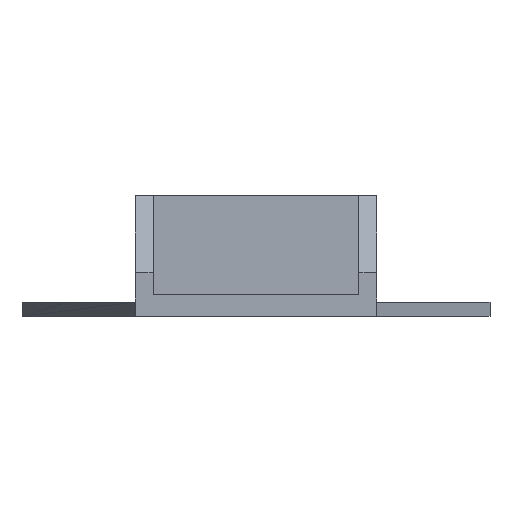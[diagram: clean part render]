
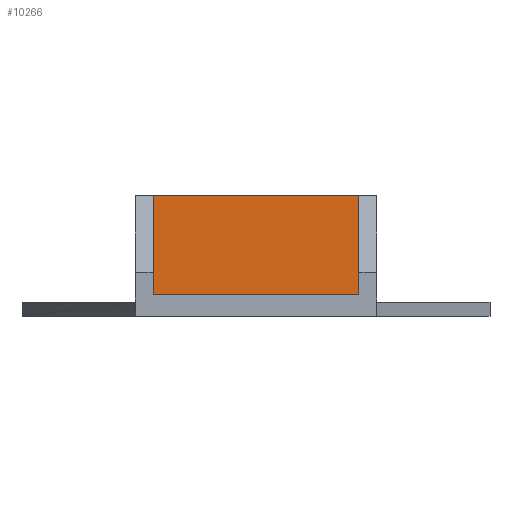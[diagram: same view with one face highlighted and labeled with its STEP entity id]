
A CAD part, left-side view. The second image highlights one B-rep face of the part: STEP entity #10266.
In plain terms, the highlighted planar face has unit normal (1, 0, 0).
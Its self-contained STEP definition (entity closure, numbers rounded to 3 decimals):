
#357 = PLANE('',#358);
#358 = AXIS2_PLACEMENT_3D('',#359,#360,#361);
#359 = CARTESIAN_POINT('',(10.799,0.,15.));
#360 = DIRECTION('',(0.,0.,1.));
#361 = DIRECTION('',(1.,0.,0.));
#5824 = PLANE('',#5825);
#5825 = AXIS2_PLACEMENT_3D('',#5826,#5827,#5828);
#5826 = CARTESIAN_POINT('',(10.799,2.5,15.));
#5827 = DIRECTION('',(0.,-1.,0.));
#5828 = DIRECTION('',(0.,0.,-1.));
#5852 = PLANE('',#5853);
#5853 = AXIS2_PLACEMENT_3D('',#5854,#5855,#5856);
#5854 = CARTESIAN_POINT('',(15.,2.5,1.));
#5855 = DIRECTION('',(0.,0.,-1.));
#5856 = DIRECTION('',(-1.,0.,0.));
#5880 = PLANE('',#5881);
#5881 = AXIS2_PLACEMENT_3D('',#5882,#5883,#5884);
#5882 = CARTESIAN_POINT('',(0.,31.5,1.));
#5883 = DIRECTION('',(0.,1.,0.));
#5884 = DIRECTION('',(0.,0.,1.));
#5949 = VERTEX_POINT('',#5950);
#5950 = CARTESIAN_POINT('',(15.,2.5,15.));
#5971 = EDGE_CURVE('',#5949,#5972,#5974,.T.);
#5972 = VERTEX_POINT('',#5973);
#5973 = CARTESIAN_POINT('',(15.,2.5,1.));
#5974 = SURFACE_CURVE('',#5975,(#5979,#5986),.PCURVE_S1.);
#5975 = LINE('',#5976,#5977);
#5976 = CARTESIAN_POINT('',(15.,2.5,15.));
#5977 = VECTOR('',#5978,1.);
#5978 = DIRECTION('',(0.,0.,-1.));
#5979 = PCURVE('',#5824,#5980);
#5980 = DEFINITIONAL_REPRESENTATION('',(#5981),#5985);
#5981 = LINE('',#5982,#5983);
#5982 = CARTESIAN_POINT('',(0.,4.201));
#5983 = VECTOR('',#5984,1.);
#5984 = DIRECTION('',(1.,0.));
#5985 = ( GEOMETRIC_REPRESENTATION_CONTEXT(2) 
PARAMETRIC_REPRESENTATION_CONTEXT() REPRESENTATION_CONTEXT('2D SPACE',''
  ) );
#5986 = PCURVE('',#5987,#5992);
#5987 = PLANE('',#5988);
#5988 = AXIS2_PLACEMENT_3D('',#5989,#5990,#5991);
#5989 = CARTESIAN_POINT('',(15.,31.5,1.));
#5990 = DIRECTION('',(-1.,0.,0.));
#5991 = DIRECTION('',(0.,0.,-1.));
#5992 = DEFINITIONAL_REPRESENTATION('',(#5993),#5997);
#5993 = LINE('',#5994,#5995);
#5994 = CARTESIAN_POINT('',(-14.,29.));
#5995 = VECTOR('',#5996,1.);
#5996 = DIRECTION('',(1.,0.));
#5997 = ( GEOMETRIC_REPRESENTATION_CONTEXT(2) 
PARAMETRIC_REPRESENTATION_CONTEXT() REPRESENTATION_CONTEXT('2D SPACE',''
  ) );
#6045 = EDGE_CURVE('',#5972,#6046,#6048,.T.);
#6046 = VERTEX_POINT('',#6047);
#6047 = CARTESIAN_POINT('',(15.,31.5,1.));
#6048 = SURFACE_CURVE('',#6049,(#6053,#6060),.PCURVE_S1.);
#6049 = LINE('',#6050,#6051);
#6050 = CARTESIAN_POINT('',(15.,2.5,1.));
#6051 = VECTOR('',#6052,1.);
#6052 = DIRECTION('',(0.,1.,0.));
#6053 = PCURVE('',#5852,#6054);
#6054 = DEFINITIONAL_REPRESENTATION('',(#6055),#6059);
#6055 = LINE('',#6056,#6057);
#6056 = CARTESIAN_POINT('',(0.,0.));
#6057 = VECTOR('',#6058,1.);
#6058 = DIRECTION('',(0.,1.));
#6059 = ( GEOMETRIC_REPRESENTATION_CONTEXT(2) 
PARAMETRIC_REPRESENTATION_CONTEXT() REPRESENTATION_CONTEXT('2D SPACE',''
  ) );
#6060 = PCURVE('',#5987,#6061);
#6061 = DEFINITIONAL_REPRESENTATION('',(#6062),#6066);
#6062 = LINE('',#6063,#6064);
#6063 = CARTESIAN_POINT('',(0.,29.));
#6064 = VECTOR('',#6065,1.);
#6065 = DIRECTION('',(0.,-1.));
#6066 = ( GEOMETRIC_REPRESENTATION_CONTEXT(2) 
PARAMETRIC_REPRESENTATION_CONTEXT() REPRESENTATION_CONTEXT('2D SPACE',''
  ) );
#7760 = EDGE_CURVE('',#6046,#7761,#7763,.T.);
#7761 = VERTEX_POINT('',#7762);
#7762 = CARTESIAN_POINT('',(15.,31.5,15.));
#7763 = SURFACE_CURVE('',#7764,(#7768,#7775),.PCURVE_S1.);
#7764 = LINE('',#7765,#7766);
#7765 = CARTESIAN_POINT('',(15.,31.5,1.));
#7766 = VECTOR('',#7767,1.);
#7767 = DIRECTION('',(0.,0.,1.));
#7768 = PCURVE('',#5880,#7769);
#7769 = DEFINITIONAL_REPRESENTATION('',(#7770),#7774);
#7770 = LINE('',#7771,#7772);
#7771 = CARTESIAN_POINT('',(0.,15.));
#7772 = VECTOR('',#7773,1.);
#7773 = DIRECTION('',(1.,0.));
#7774 = ( GEOMETRIC_REPRESENTATION_CONTEXT(2) 
PARAMETRIC_REPRESENTATION_CONTEXT() REPRESENTATION_CONTEXT('2D SPACE',''
  ) );
#7775 = PCURVE('',#5987,#7776);
#7776 = DEFINITIONAL_REPRESENTATION('',(#7777),#7781);
#7777 = LINE('',#7778,#7779);
#7778 = CARTESIAN_POINT('',(0.,-0.));
#7779 = VECTOR('',#7780,1.);
#7780 = DIRECTION('',(-1.,-0.));
#7781 = ( GEOMETRIC_REPRESENTATION_CONTEXT(2) 
PARAMETRIC_REPRESENTATION_CONTEXT() REPRESENTATION_CONTEXT('2D SPACE',''
  ) );
#10245 = EDGE_CURVE('',#7761,#5949,#10246,.T.);
#10246 = SURFACE_CURVE('',#10247,(#10251,#10258),.PCURVE_S1.);
#10247 = LINE('',#10248,#10249);
#10248 = CARTESIAN_POINT('',(15.,31.5,15.));
#10249 = VECTOR('',#10250,1.);
#10250 = DIRECTION('',(0.,-1.,0.));
#10251 = PCURVE('',#357,#10252);
#10252 = DEFINITIONAL_REPRESENTATION('',(#10253),#10257);
#10253 = LINE('',#10254,#10255);
#10254 = CARTESIAN_POINT('',(4.201,31.5));
#10255 = VECTOR('',#10256,1.);
#10256 = DIRECTION('',(0.,-1.));
#10257 = ( GEOMETRIC_REPRESENTATION_CONTEXT(2) 
PARAMETRIC_REPRESENTATION_CONTEXT() REPRESENTATION_CONTEXT('2D SPACE',''
  ) );
#10258 = PCURVE('',#5987,#10259);
#10259 = DEFINITIONAL_REPRESENTATION('',(#10260),#10264);
#10260 = LINE('',#10261,#10262);
#10261 = CARTESIAN_POINT('',(-14.,-0.));
#10262 = VECTOR('',#10263,1.);
#10263 = DIRECTION('',(0.,1.));
#10264 = ( GEOMETRIC_REPRESENTATION_CONTEXT(2) 
PARAMETRIC_REPRESENTATION_CONTEXT() REPRESENTATION_CONTEXT('2D SPACE',''
  ) );
#10266 = ADVANCED_FACE('',(#10267),#5987,.F.);
#10267 = FACE_BOUND('',#10268,.F.);
#10268 = EDGE_LOOP('',(#10269,#10270,#10271,#10272));
#10269 = ORIENTED_EDGE('',*,*,#7760,.F.);
#10270 = ORIENTED_EDGE('',*,*,#6045,.F.);
#10271 = ORIENTED_EDGE('',*,*,#5971,.F.);
#10272 = ORIENTED_EDGE('',*,*,#10245,.F.);
